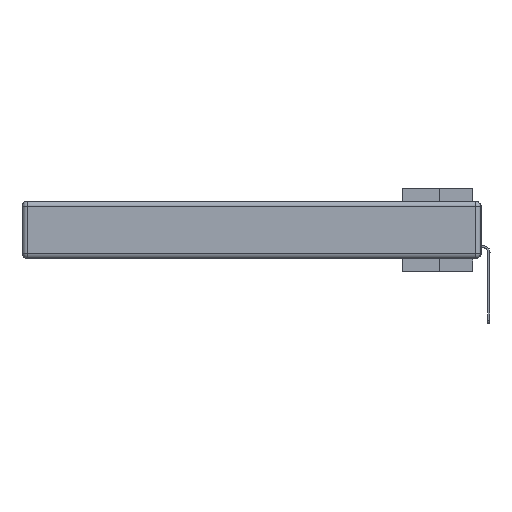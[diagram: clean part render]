
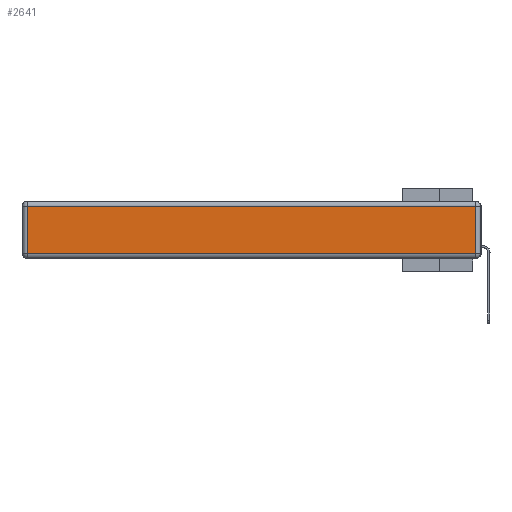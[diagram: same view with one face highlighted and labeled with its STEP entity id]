
A CAD part, left-side view. The second image highlights one B-rep face of the part: STEP entity #2641.
In plain terms, the highlighted planar face has unit normal (-1, 0, 0).
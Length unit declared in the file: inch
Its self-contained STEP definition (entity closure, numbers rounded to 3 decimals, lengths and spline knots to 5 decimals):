
#141 = VECTOR ( 'NONE', #17344, 39.37008 ) ;
#176 = LINE ( 'NONE', #14413, #141 ) ;
#2634 = LINE ( 'NONE', #29871, #5920 ) ;
#2641 = ADVANCED_FACE ( 'NONE', ( #23619 ), #21190, .T. ) ;
#2928 = EDGE_CURVE ( 'NONE', #25519, #9506, #3524, .T. ) ;
#3371 = VECTOR ( 'NONE', #31788, 39.37008 ) ;
#3524 = LINE ( 'NONE', #20497, #26689 ) ;
#4913 = DIRECTION ( 'NONE',  ( 0., -1., 0. ) ) ;
#5920 = VECTOR ( 'NONE', #4913, 39.37008 ) ;
#7119 = ORIENTED_EDGE ( 'NONE', *, *, #25387, .T. ) ;
#7224 = AXIS2_PLACEMENT_3D ( 'NONE', #31146, #21832, #26232 ) ;
#9506 = VERTEX_POINT ( 'NONE', #24084 ) ;
#11690 = ORIENTED_EDGE ( 'NONE', *, *, #22168, .T. ) ;
#11712 = CARTESIAN_POINT ( 'NONE',  ( 0., 2.72, -0.03 ) ) ;
#14330 = EDGE_CURVE ( 'NONE', #9506, #30383, #2634, .T. ) ;
#14413 = CARTESIAN_POINT ( 'NONE',  ( 0., 0.03, -0.343 ) ) ;
#16778 = CARTESIAN_POINT ( 'NONE',  ( 0., 2.75, -0.03 ) ) ;
#17344 = DIRECTION ( 'NONE',  ( 0., 0., 1. ) ) ;
#19702 = CARTESIAN_POINT ( 'NONE',  ( 0., 0.03, -0.03 ) ) ;
#20497 = CARTESIAN_POINT ( 'NONE',  ( 0., 2.72, -0.343 ) ) ;
#20667 = DIRECTION ( 'NONE',  ( 0., 0., -1. ) ) ;
#21190 = PLANE ( 'NONE',  #7224 ) ;
#21456 = EDGE_LOOP ( 'NONE', ( #29154, #11690, #7119, #29966 ) ) ;
#21832 = DIRECTION ( 'NONE',  ( -1., 0., 0. ) ) ;
#22168 = EDGE_CURVE ( 'NONE', #30383, #24308, #176, .T. ) ;
#23619 = FACE_OUTER_BOUND ( 'NONE', #21456, .T. ) ;
#24084 = CARTESIAN_POINT ( 'NONE',  ( 0., 2.72, -0.313 ) ) ;
#24308 = VERTEX_POINT ( 'NONE', #19702 ) ;
#24592 = CARTESIAN_POINT ( 'NONE',  ( 0., 0.03, -0.313 ) ) ;
#25387 = EDGE_CURVE ( 'NONE', #24308, #25519, #31629, .T. ) ;
#25519 = VERTEX_POINT ( 'NONE', #11712 ) ;
#26232 = DIRECTION ( 'NONE',  ( 0., 0., 1. ) ) ;
#26689 = VECTOR ( 'NONE', #20667, 39.37008 ) ;
#29154 = ORIENTED_EDGE ( 'NONE', *, *, #14330, .T. ) ;
#29871 = CARTESIAN_POINT ( 'NONE',  ( 0., 0., -0.313 ) ) ;
#29966 = ORIENTED_EDGE ( 'NONE', *, *, #2928, .T. ) ;
#30383 = VERTEX_POINT ( 'NONE', #24592 ) ;
#31146 = CARTESIAN_POINT ( 'NONE',  ( 0., 0., -0.343 ) ) ;
#31629 = LINE ( 'NONE', #16778, #3371 ) ;
#31788 = DIRECTION ( 'NONE',  ( 0., 1., 0. ) ) ;
